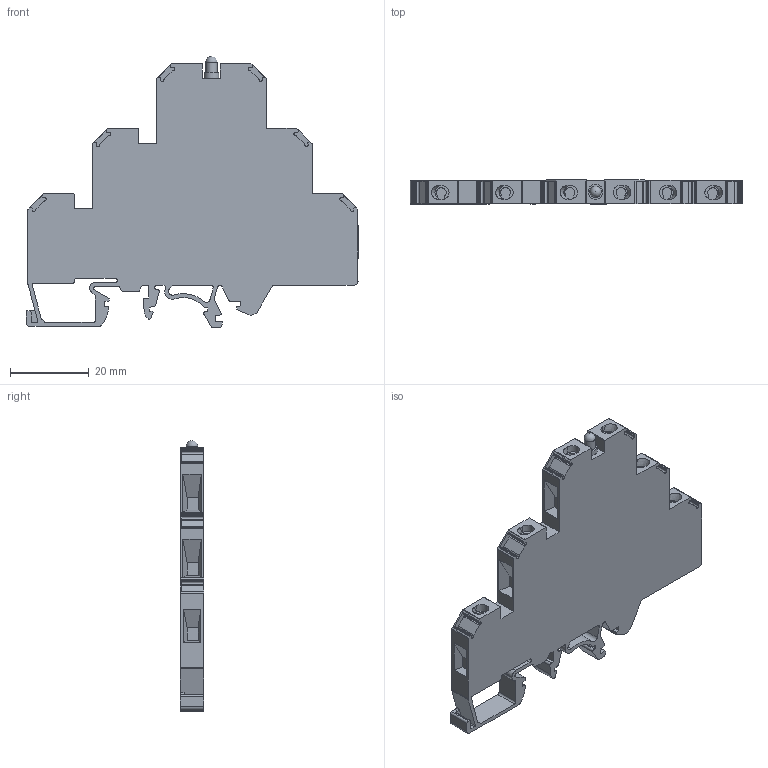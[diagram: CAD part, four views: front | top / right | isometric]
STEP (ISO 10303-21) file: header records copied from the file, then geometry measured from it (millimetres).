
FILE_DESCRIPTION( ( 'Unknown' ), '1' );
FILE_NAME( 'CTL2.5UL.stp', 'Unknown', ( 'Unknown' ), ( 'Unknown' ), 'PSStep 14.0', 'Unknown', ' ' );
FILE_SCHEMA( ( 'AUTOMOTIVE_DESIGN { 1 0 10303 214 1 1 1 1 }' ) );
Length unit declared in the file: millimetre
Products named in the file (1): 1
Bounding box: 84.5 x 6 x 68.99 mm (x, y, z)
Volume: 19558 mm3; surface area: 10602.8 mm2
Topology: 1 solids, 1 shells, 382 faces, 1096 edges, 728 vertices
Faces by surface type: plane 202, cylinder 172, bspline 7, sphere 1
Full cylindrical faces by diameter (mm): 2.9 x1, 3.8 x1
Entity records: 16891 total; most frequent: CARTESIAN_POINT 3571, ORIENTED_EDGE 2182, DIRECTION 2155, EDGE_CURVE 1091, VERTEX_POINT 726, AXIS2_PLACEMENT_3D 722, LINE 711, VECTOR 711
